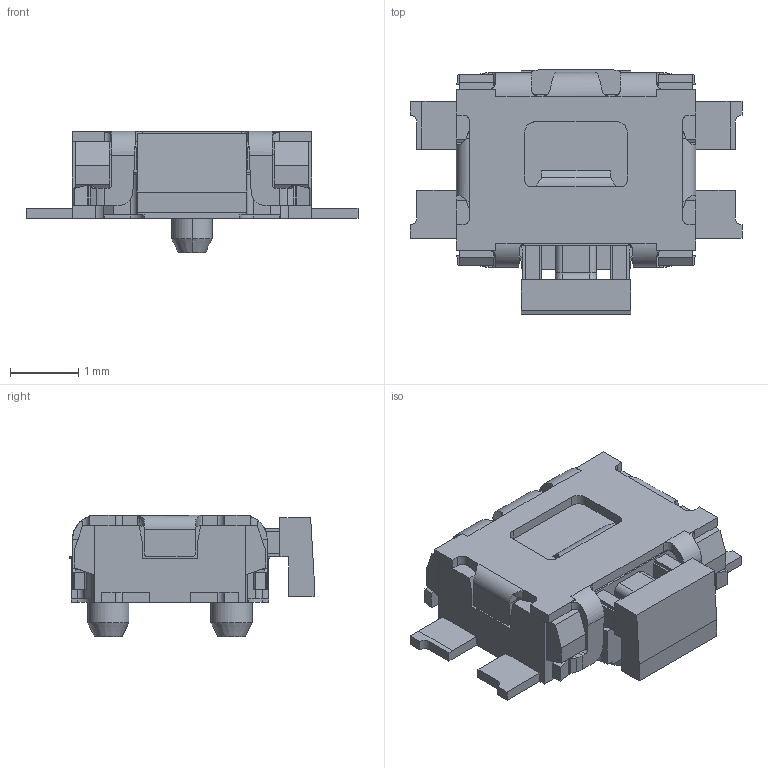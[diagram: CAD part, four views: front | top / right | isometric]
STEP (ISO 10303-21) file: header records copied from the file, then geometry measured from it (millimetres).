
FILE_DESCRIPTION (( 'STEP AP214' ), '1' );
FILE_NAME ('SKSCLB.STEP', '2009-07-08T00:10:15', ( '' ), ( '' ), 'SwSTEP 2.0', 'SolidWorks 2007', '' );
FILE_SCHEMA (( 'AUTOMOTIVE_DESIGN' ));
Length unit declared in the file: millimetre
Products named in the file (1): SKSCLB
Bounding box: 4.85 x 3.56 x 1.77 mm (x, y, z)
Volume: 12.6 mm3; surface area: 59.5 mm2
Topology: 1 solids, 1 shells, 460 faces, 1284 edges, 818 vertices
Faces by surface type: plane 340, cylinder 100, bspline 14, cone 4, torus 2
Entity records: 20033 total; most frequent: CARTESIAN_POINT 3281, ORIENTED_EDGE 2568, DIRECTION 2246, EDGE_CURVE 1284, VECTOR 1008, LINE 1008, VERTEX_POINT 818, AXIS2_PLACEMENT_3D 619
